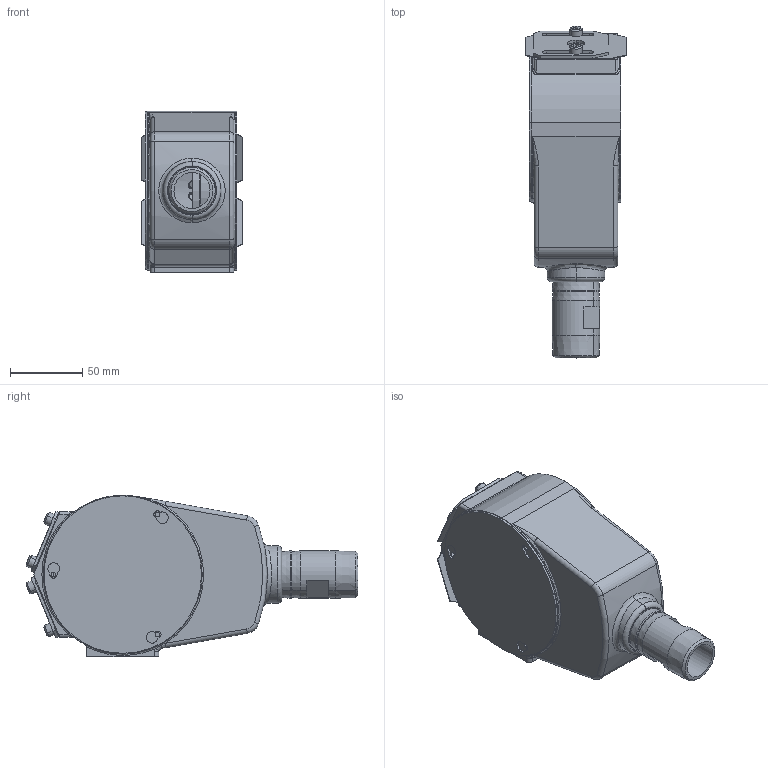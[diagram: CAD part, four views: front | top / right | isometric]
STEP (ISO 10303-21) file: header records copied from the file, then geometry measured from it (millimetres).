
FILE_DESCRIPTION (( 'STEP AP203' ), '1' );
FILE_NAME ('CF-CT-05S.STEP', '2019-08-07T03:01:04', ( '' ), ( '' ), 'SwSTEP 2.0', 'SolidWorks 2016', '' );
FILE_SCHEMA (( 'CONFIG_CONTROL_DESIGN' ));
Length unit declared in the file: metre
Products named in the file (8): CT-05集水盒本體; CT-08洩油管; M5x10; CF-CT-05-12000; CF-CT-05-10000; CT-08檢出板A; CF-CT-05S; CT-08檢出板B
Assembly tree (12 placements, depth 2):
  CF-CT-05S
    CT-05集水盒本體
    CT-08洩油管
    CF-CT-05-12000
    CT-08檢出板A  x2
    CT-08檢出板B  x2
    M5x10  x4
    CF-CT-05-10000
Bounding box: 70 x 229.76 x 112 mm (x, y, z)
Volume: 297639.3 mm3; surface area: 155231.5 mm2
Topology: 12 solids, 12 shells, 403 faces, 989 edges, 619 vertices
Faces by surface type: plane 172, cylinder 148, cone 44, torus 27, bspline 12
Entity records: 11228 total; most frequent: CARTESIAN_POINT 3235, DIRECTION 1546, ORIENTED_EDGE 1406, EDGE_CURVE 703, AXIS2_PLACEMENT_3D 609, VERTEX_POINT 444, EDGE_LOOP 359, VECTOR 328
